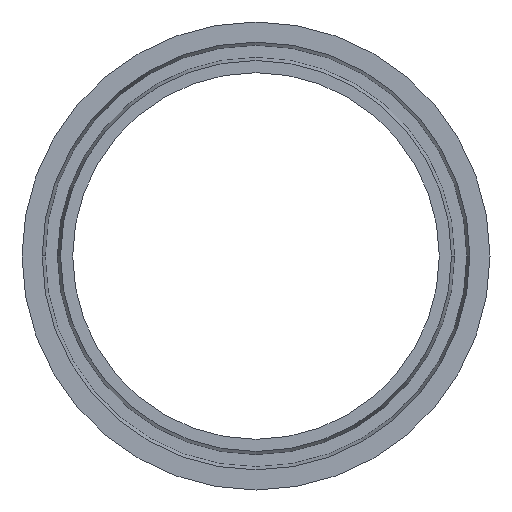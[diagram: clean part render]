
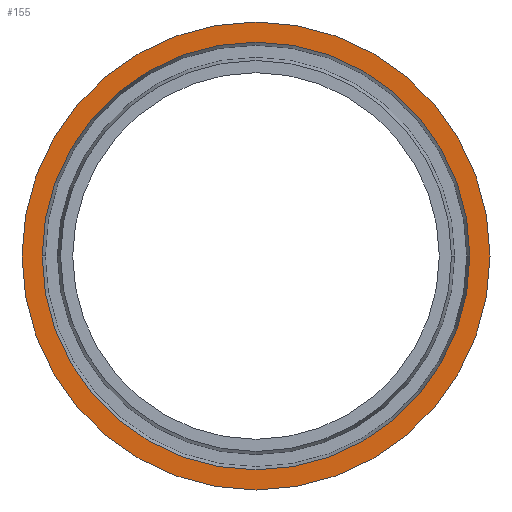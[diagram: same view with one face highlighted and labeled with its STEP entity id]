
A CAD part, front view. The second image highlights one B-rep face of the part: STEP entity #155.
In plain terms, the highlighted face is planar.
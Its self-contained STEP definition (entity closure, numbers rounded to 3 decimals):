
#2 = CARTESIAN_POINT ( 'NONE',  ( -383., 0., -100. ) ) ;
#9 = FACE_BOUND ( 'NONE', #53, .T. ) ;
#42 = VERTEX_POINT ( 'NONE', #574 ) ;
#53 = EDGE_LOOP ( 'NONE', ( #660, #258 ) ) ;
#85 = EDGE_LOOP ( 'NONE', ( #289, #615 ) ) ;
#102 = AXIS2_PLACEMENT_3D ( 'NONE', #416, #635, #687 ) ;
#107 = EDGE_CURVE ( 'NONE', #524, #448, #292, .T. ) ;
#119 = PLANE ( 'NONE',  #281 ) ;
#121 = AXIS2_PLACEMENT_3D ( 'NONE', #654, #428, #545 ) ;
#144 = CARTESIAN_POINT ( 'NONE',  ( 0., 0., -100. ) ) ;
#155 = ADVANCED_FACE ( 'NONE', ( #172, #9 ), #119, .F. ) ;
#172 = FACE_OUTER_BOUND ( 'NONE', #85, .T. ) ;
#196 = AXIS2_PLACEMENT_3D ( 'NONE', #260, #265, #208 ) ;
#203 = CARTESIAN_POINT ( 'NONE',  ( 383., 0., -100. ) ) ;
#208 = DIRECTION ( 'NONE',  ( 1., 0., 0. ) ) ;
#218 = DIRECTION ( 'NONE',  ( 1., 0., 0. ) ) ;
#247 = DIRECTION ( 'NONE',  ( 0., 0., 1. ) ) ;
#248 = VERTEX_POINT ( 'NONE', #663 ) ;
#258 = ORIENTED_EDGE ( 'NONE', *, *, #474, .T. ) ;
#260 = CARTESIAN_POINT ( 'NONE',  ( 0., 0., -100. ) ) ;
#265 = DIRECTION ( 'NONE',  ( 0., 0., 1. ) ) ;
#281 = AXIS2_PLACEMENT_3D ( 'NONE', #390, #381, #218 ) ;
#289 = ORIENTED_EDGE ( 'NONE', *, *, #107, .F. ) ;
#292 = CIRCLE ( 'NONE', #121, 383. ) ;
#332 = EDGE_CURVE ( 'NONE', #42, #248, #413, .T. ) ;
#381 = DIRECTION ( 'NONE',  ( 0., 0., 1. ) ) ;
#390 = CARTESIAN_POINT ( 'NONE',  ( -350., 0., -100. ) ) ;
#405 = DIRECTION ( 'NONE',  ( 1., 0., 0. ) ) ;
#413 = CIRCLE ( 'NONE', #493, 350. ) ;
#415 = CIRCLE ( 'NONE', #102, 350. ) ;
#416 = CARTESIAN_POINT ( 'NONE',  ( 0., 0., -100. ) ) ;
#428 = DIRECTION ( 'NONE',  ( 0., 0., 1. ) ) ;
#448 = VERTEX_POINT ( 'NONE', #2 ) ;
#457 = EDGE_CURVE ( 'NONE', #448, #524, #650, .T. ) ;
#474 = EDGE_CURVE ( 'NONE', #248, #42, #415, .T. ) ;
#493 = AXIS2_PLACEMENT_3D ( 'NONE', #144, #247, #405 ) ;
#524 = VERTEX_POINT ( 'NONE', #203 ) ;
#545 = DIRECTION ( 'NONE',  ( 1., 0., 0. ) ) ;
#574 = CARTESIAN_POINT ( 'NONE',  ( -350., 0., -100. ) ) ;
#615 = ORIENTED_EDGE ( 'NONE', *, *, #457, .F. ) ;
#635 = DIRECTION ( 'NONE',  ( 0., 0., 1. ) ) ;
#650 = CIRCLE ( 'NONE', #196, 383. ) ;
#654 = CARTESIAN_POINT ( 'NONE',  ( 0., 0., -100. ) ) ;
#660 = ORIENTED_EDGE ( 'NONE', *, *, #332, .T. ) ;
#663 = CARTESIAN_POINT ( 'NONE',  ( 350., 0., -100. ) ) ;
#687 = DIRECTION ( 'NONE',  ( 1., 0., 0. ) ) ;
